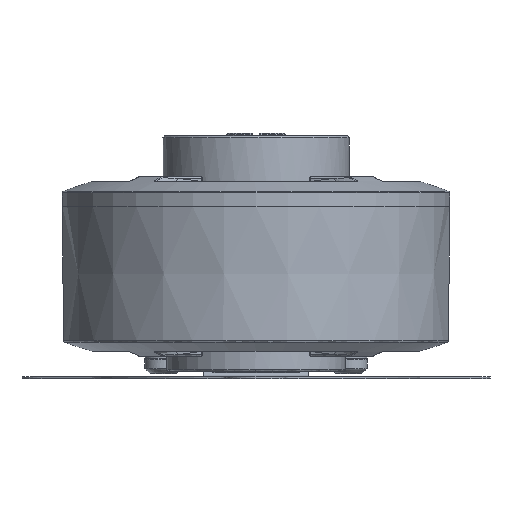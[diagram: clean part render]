
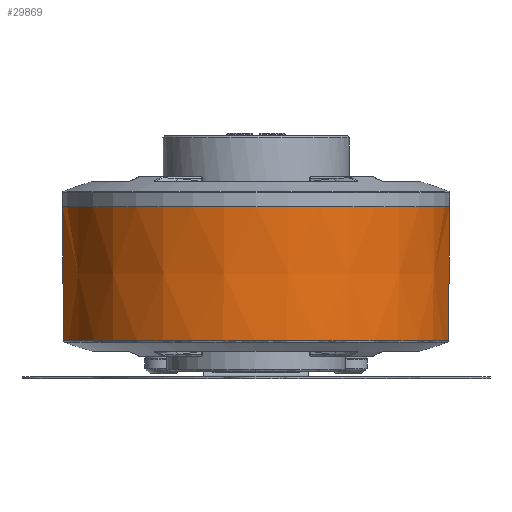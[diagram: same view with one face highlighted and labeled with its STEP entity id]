
A CAD part, front view. The second image highlights one B-rep face of the part: STEP entity #29869.
In plain terms, the highlighted conical face has half-angle 0.6 degrees and reference radius 26 mm.
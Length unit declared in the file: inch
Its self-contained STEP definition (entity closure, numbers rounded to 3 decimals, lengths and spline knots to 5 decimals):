
#346 = VERTEX_POINT ( 'NONE', #43243 ) ;
#736 = CARTESIAN_POINT ( 'NONE',  ( -1.01917, -0.0794, -0.20861 ) ) ;
#1696 = EDGE_CURVE ( 'NONE', #8531, #33564, #26758, .T. ) ;
#2148 = CARTESIAN_POINT ( 'NONE',  ( -1.01305, -0.08042, -0.78407 ) ) ;
#2815 = CARTESIAN_POINT ( 'NONE',  ( 1.01305, -0.08043, -0.78427 ) ) ;
#3274 = EDGE_CURVE ( 'NONE', #23487, #346, #28005, .T. ) ;
#4983 = ORIENTED_EDGE ( 'NONE', *, *, #21835, .T. ) ;
#6553 = CARTESIAN_POINT ( 'NONE',  ( -1.01305, -0.08043, -0.78427 ) ) ;
#6644 = B_SPLINE_CURVE_WITH_KNOTS ( 'NONE', 3,
 ( #17591, #21845, #19028, #2815 ),
 .UNSPECIFIED., .F., .F.,
 ( 4, 4 ),
 ( 0., 0.00001 ),
 .UNSPECIFIED. ) ;
#7269 = CARTESIAN_POINT ( 'NONE',  ( 1.01842, -0.07952, -0.27941 ) ) ;
#7523 = CARTESIAN_POINT ( 'NONE',  ( 1.01305, -0.08042, -0.78397 ) ) ;
#8229 = DIRECTION ( 'NONE',  ( 1., 0., 0. ) ) ;
#8531 = VERTEX_POINT ( 'NONE', #32307 ) ;
#8887 = ORIENTED_EDGE ( 'NONE', *, *, #49115, .T. ) ;
#12233 = CARTESIAN_POINT ( 'NONE',  ( -1.01305, -0.08042, -0.78397 ) ) ;
#12731 = CARTESIAN_POINT ( 'NONE',  ( -1.02056, -0.07916, -0.07874 ) ) ;
#12902 = CARTESIAN_POINT ( 'NONE',  ( -1.01305, -0.08043, -0.78427 ) ) ;
#13108 = B_SPLINE_CURVE_WITH_KNOTS ( 'NONE', 3,
 ( #12731, #736, #20000, #38945, #15985, #31468, #12233 ),
 .UNSPECIFIED., .F., .F.,
 ( 4, 3, 4 ),
 ( 0., 0.0099, 0.01791 ),
 .UNSPECIFIED. ) ;
#15213 = DIRECTION ( 'NONE',  ( 0., 1., 0. ) ) ;
#15287 = ORIENTED_EDGE ( 'NONE', *, *, #3274, .F. ) ;
#15340 = EDGE_CURVE ( 'NONE', #33564, #346, #13108, .T. ) ;
#15842 = AXIS2_PLACEMENT_3D ( 'NONE', #42444, #34468, #8229 ) ;
#15985 = CARTESIAN_POINT ( 'NONE',  ( -1.01529, -0.08005, -0.57355 ) ) ;
#16888 = VERTEX_POINT ( 'NONE', #41670 ) ;
#17591 = CARTESIAN_POINT ( 'NONE',  ( 1.01305, -0.08042, -0.78397 ) ) ;
#18426 = EDGE_CURVE ( 'NONE', #23487, #36578, #21773, .T. ) ;
#19028 = CARTESIAN_POINT ( 'NONE',  ( 1.01305, -0.08042, -0.78417 ) ) ;
#19117 = ORIENTED_EDGE ( 'NONE', *, *, #18426, .T. ) ;
#19579 = AXIS2_PLACEMENT_3D ( 'NONE', #32613, #28885, #24161 ) ;
#19777 = DIRECTION ( 'NONE',  ( 0., 1., 0. ) ) ;
#20000 = CARTESIAN_POINT ( 'NONE',  ( -1.01779, -0.07963, -0.33847 ) ) ;
#20814 = CARTESIAN_POINT ( 'NONE',  ( -1.02056, -0.07916, -0.07874 ) ) ;
#21715 = AXIS2_PLACEMENT_3D ( 'NONE', #29710, #40916, #15213 ) ;
#21773 = CIRCLE ( 'NONE', #48053, 1.01623 ) ;
#21835 = EDGE_CURVE ( 'NONE', #36578, #16888, #44797, .T. ) ;
#21845 = CARTESIAN_POINT ( 'NONE',  ( 1.01305, -0.08042, -0.78407 ) ) ;
#23487 = VERTEX_POINT ( 'NONE', #6553 ) ;
#24161 = DIRECTION ( 'NONE',  ( 1., 0., 0. ) ) ;
#26505 = FACE_OUTER_BOUND ( 'NONE', #41354, .T. ) ;
#26758 = CIRCLE ( 'NONE', #19579, 1.02362 ) ;
#28005 = B_SPLINE_CURVE_WITH_KNOTS ( 'NONE', 3,
 ( #12902, #48067, #2148, #32138 ),
 .UNSPECIFIED., .F., .F.,
 ( 4, 4 ),
 ( 0., 0.00001 ),
 .UNSPECIFIED. ) ;
#28885 = DIRECTION ( 'NONE',  ( 0., 0., -1. ) ) ;
#29710 = CARTESIAN_POINT ( 'NONE',  ( 0., 0., -0.78427 ) ) ;
#29869 = ADVANCED_FACE ( 'NONE', ( #26505 ), #37358, .T. ) ;
#30321 = VERTEX_POINT ( 'NONE', #45336 ) ;
#30515 = CARTESIAN_POINT ( 'NONE',  ( 1.01735, -0.0797, -0.37975 ) ) ;
#31468 = CARTESIAN_POINT ( 'NONE',  ( -1.01417, -0.08023, -0.67876 ) ) ;
#32138 = CARTESIAN_POINT ( 'NONE',  ( -1.01305, -0.08042, -0.78397 ) ) ;
#32307 = CARTESIAN_POINT ( 'NONE',  ( 1.02056, -0.07916, -0.07874 ) ) ;
#32613 = CARTESIAN_POINT ( 'NONE',  ( 0., 0., -0.07874 ) ) ;
#33564 = VERTEX_POINT ( 'NONE', #20814 ) ;
#34437 = ORIENTED_EDGE ( 'NONE', *, *, #38074, .F. ) ;
#34468 = DIRECTION ( 'NONE',  ( 0., 0., 1. ) ) ;
#36578 = VERTEX_POINT ( 'NONE', #41984 ) ;
#37358 = CONICAL_SURFACE ( 'NONE', #15842, 1.02362, 0.01 ) ;
#37991 = CARTESIAN_POINT ( 'NONE',  ( 1.01592, -0.07994, -0.51449 ) ) ;
#38074 = EDGE_CURVE ( 'NONE', #30321, #16888, #6644, .T. ) ;
#38945 = CARTESIAN_POINT ( 'NONE',  ( -1.01641, -0.07986, -0.46834 ) ) ;
#40916 = DIRECTION ( 'NONE',  ( 0., 0., 1. ) ) ;
#41354 = EDGE_LOOP ( 'NONE', ( #15287, #19117, #4983, #34437, #8887, #45100, #42950 ) ) ;
#41670 = CARTESIAN_POINT ( 'NONE',  ( 1.01305, -0.08043, -0.78427 ) ) ;
#41737 = CARTESIAN_POINT ( 'NONE',  ( 1.01448, -0.08018, -0.64923 ) ) ;
#41759 = B_SPLINE_CURVE_WITH_KNOTS ( 'NONE', 3,
 ( #7523, #41737, #37991, #30515, #7269, #45472, #41982 ),
 .UNSPECIFIED., .F., .F.,
 ( 4, 3, 4 ),
 ( 0., 0.01027, 0.01791 ),
 .UNSPECIFIED. ) ;
#41982 = CARTESIAN_POINT ( 'NONE',  ( 1.02056, -0.07916, -0.07874 ) ) ;
#41984 = CARTESIAN_POINT ( 'NONE',  ( -0.00744, -1.01621, -0.78427 ) ) ;
#42236 = CARTESIAN_POINT ( 'NONE',  ( 0., 0., -0.78427 ) ) ;
#42444 = CARTESIAN_POINT ( 'NONE',  ( 0., 0., -0.07874 ) ) ;
#42950 = ORIENTED_EDGE ( 'NONE', *, *, #15340, .T. ) ;
#43243 = CARTESIAN_POINT ( 'NONE',  ( -1.01305, -0.08042, -0.78397 ) ) ;
#44797 = CIRCLE ( 'NONE', #21715, 1.01623 ) ;
#45100 = ORIENTED_EDGE ( 'NONE', *, *, #1696, .T. ) ;
#45336 = CARTESIAN_POINT ( 'NONE',  ( 1.01305, -0.08042, -0.78397 ) ) ;
#45472 = CARTESIAN_POINT ( 'NONE',  ( 1.01949, -0.07934, -0.17908 ) ) ;
#46201 = DIRECTION ( 'NONE',  ( 0., 0., 1. ) ) ;
#48053 = AXIS2_PLACEMENT_3D ( 'NONE', #42236, #46201, #19777 ) ;
#48067 = CARTESIAN_POINT ( 'NONE',  ( -1.01305, -0.08042, -0.78417 ) ) ;
#49115 = EDGE_CURVE ( 'NONE', #30321, #8531, #41759, .T. ) ;
